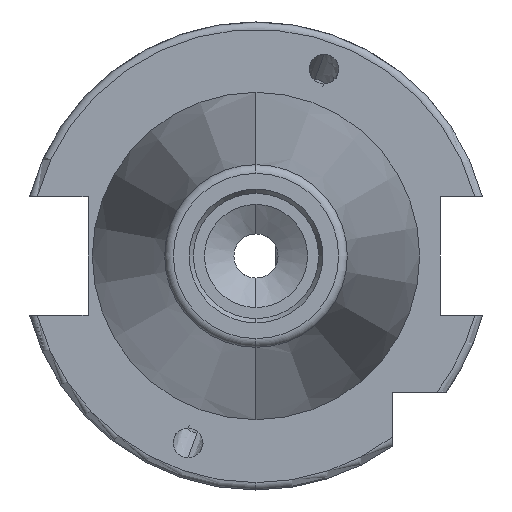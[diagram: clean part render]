
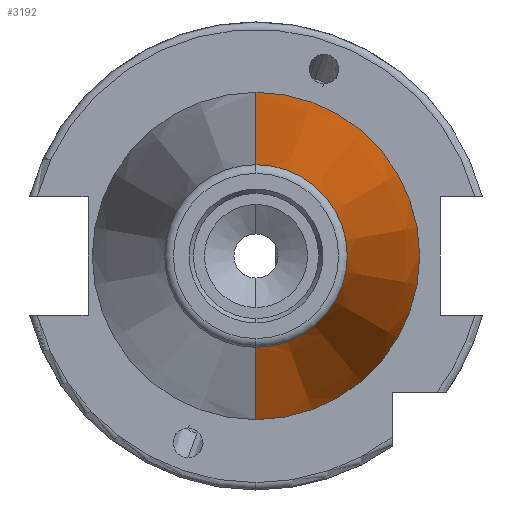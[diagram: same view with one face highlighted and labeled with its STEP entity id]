
A CAD part, left-side view. The second image highlights one B-rep face of the part: STEP entity #3192.
In plain terms, the highlighted conical face has half-angle 8.297 degrees and reference radius 22.225 mm.
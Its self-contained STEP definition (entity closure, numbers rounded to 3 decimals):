
#227 = DIRECTION ( 'NONE',  ( 1., 0., 0. ) ) ;
#230 = CONICAL_SURFACE ( 'NONE', #451, 22.225, 0.145 ) ;
#231 = FACE_OUTER_BOUND ( 'NONE', #3193, .T. ) ;
#292 = CARTESIAN_POINT ( 'NONE',  ( 0., 0., 22.225 ) ) ;
#313 = CARTESIAN_POINT ( 'NONE',  ( 0., 0., -22.225 ) ) ;
#314 = DIRECTION ( 'NONE',  ( 0., 0., -1. ) ) ;
#315 = DIRECTION ( 'NONE',  ( -1., 0., 0. ) ) ;
#316 = CARTESIAN_POINT ( 'NONE',  ( 0., 0., 0. ) ) ;
#317 = AXIS2_PLACEMENT_3D ( 'NONE', #316, #315, #314 ) ;
#318 = CIRCLE ( 'NONE', #317, 22.225 ) ;
#448 = DIRECTION ( 'NONE',  ( 0., 0., 1. ) ) ;
#450 = CARTESIAN_POINT ( 'NONE',  ( 0., 0., 0. ) ) ;
#451 = AXIS2_PLACEMENT_3D ( 'NONE', #450, #227, #448 ) ;
#2817 = EDGE_CURVE ( 'NONE', #2818, #2819, #4481, .T. ) ;
#2818 = VERTEX_POINT ( 'NONE', #4430 ) ;
#2819 = VERTEX_POINT ( 'NONE', #4429 ) ;
#2820 = ORIENTED_EDGE ( 'NONE', *, *, #2821, .T. ) ;
#2821 = EDGE_CURVE ( 'NONE', #2818, #3236, #4428, .T. ) ;
#2822 = ORIENTED_EDGE ( 'NONE', *, *, #3235, .T. ) ;
#2823 = ORIENTED_EDGE ( 'NONE', *, *, #2824, .F. ) ;
#2824 = EDGE_CURVE ( 'NONE', #2819, #3233, #4424, .T. ) ;
#3192 = ADVANCED_FACE ( 'NONE', ( #231 ), #230, .T. ) ;
#3193 = EDGE_LOOP ( 'NONE', ( #3194, #2820, #2822, #2823 ) ) ;
#3194 = ORIENTED_EDGE ( 'NONE', *, *, #2817, .F. ) ;
#3233 = VERTEX_POINT ( 'NONE', #292 ) ;
#3235 = EDGE_CURVE ( 'NONE', #3236, #3233, #318, .T. ) ;
#3236 = VERTEX_POINT ( 'NONE', #313 ) ;
#4421 = DIRECTION ( 'NONE',  ( 0.99, 0., 0.144 ) ) ;
#4422 = VECTOR ( 'NONE', #4421, 1000. ) ;
#4423 = CARTESIAN_POINT ( 'NONE',  ( 0., 0., 22.225 ) ) ;
#4424 = LINE ( 'NONE', #4423, #4422 ) ;
#4425 = DIRECTION ( 'NONE',  ( 0.99, 0., -0.144 ) ) ;
#4426 = VECTOR ( 'NONE', #4425, 1000. ) ;
#4427 = CARTESIAN_POINT ( 'NONE',  ( 0., 0., -22.225 ) ) ;
#4428 = LINE ( 'NONE', #4427, #4426 ) ;
#4429 = CARTESIAN_POINT ( 'NONE',  ( -67.373, 0., 12.4 ) ) ;
#4430 = CARTESIAN_POINT ( 'NONE',  ( -67.373, 0., -12.4 ) ) ;
#4431 = DIRECTION ( 'NONE',  ( 0., 0., -1. ) ) ;
#4478 = DIRECTION ( 'NONE',  ( -1., 0., 0. ) ) ;
#4479 = CARTESIAN_POINT ( 'NONE',  ( -67.373, 0., 0. ) ) ;
#4480 = AXIS2_PLACEMENT_3D ( 'NONE', #4479, #4478, #4431 ) ;
#4481 = CIRCLE ( 'NONE', #4480, 12.4 ) ;
